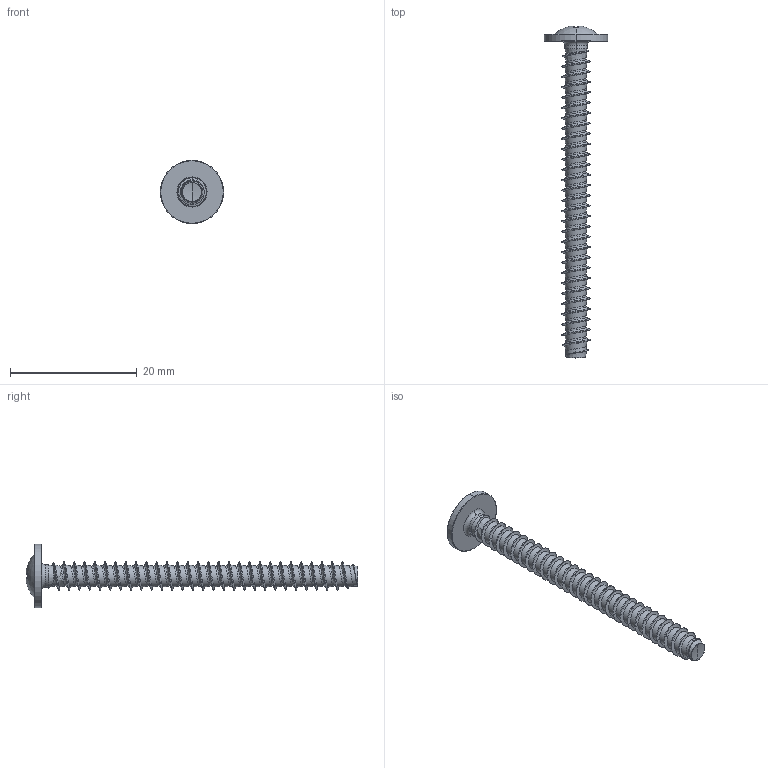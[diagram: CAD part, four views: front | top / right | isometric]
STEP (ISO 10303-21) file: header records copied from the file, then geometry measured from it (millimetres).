
FILE_DESCRIPTION (( 'STEP AP203' ), '1' );
FILE_NAME ('STP310450500.STEP', '2017-08-15T13:28:53', ( '' ), ( '' ), 'SwSTEP 2.0', 'SolidWorks 2015', '' );
FILE_SCHEMA (( 'CONFIG_CONTROL_DESIGN' ));
Length unit declared in the file: millimetre
Products named in the file (1): STP310450500
Bounding box: 10 x 52.44 x 10 mm (x, y, z)
Volume: 575.6 mm3; surface area: 1042.5 mm2
Topology: 1 solids, 1 shells, 224 faces, 540 edges, 319 vertices
Faces by surface type: cylinder 85, bspline 51, torus 30, sphere 28, plane 23, cone 7
Entity records: 41446 total; most frequent: CARTESIAN_POINT 36760, ORIENTED_EDGE 1076, DIRECTION 850, EDGE_CURVE 538, AXIS2_PLACEMENT_3D 367, VERTEX_POINT 319, EDGE_LOOP 227, FACE_OUTER_BOUND 224
